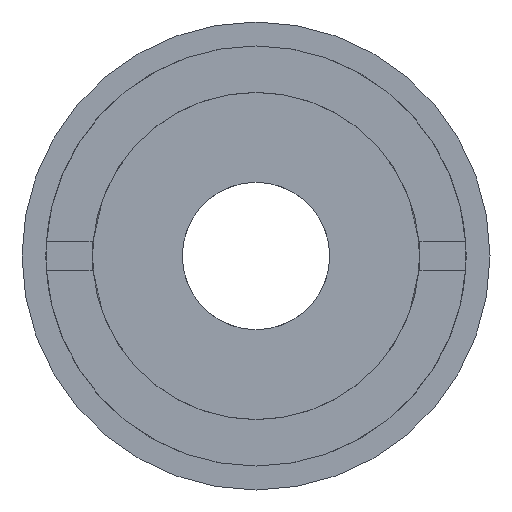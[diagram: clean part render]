
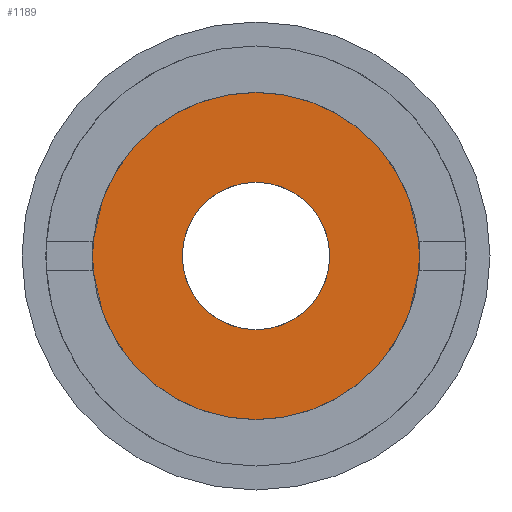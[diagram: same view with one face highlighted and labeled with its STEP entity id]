
A CAD part, front view. The second image highlights one B-rep face of the part: STEP entity #1189.
In plain terms, the highlighted planar face has unit normal (0, -1, 0).
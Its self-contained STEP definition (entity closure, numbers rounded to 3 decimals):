
#60 = ORIENTED_EDGE ( 'NONE', *, *, #933, .T. ) ;
#167 = DIRECTION ( 'NONE',  ( 0., 0., 1. ) ) ;
#180 = DIRECTION ( 'NONE',  ( 0., 0., -1. ) ) ;
#204 = CARTESIAN_POINT ( 'NONE',  ( 0., 5., 0. ) ) ;
#211 = AXIS2_PLACEMENT_3D ( 'NONE', #204, #494, #1227 ) ;
#230 = DIRECTION ( 'NONE',  ( 0., 1., 0. ) ) ;
#237 = FACE_BOUND ( 'NONE', #965, .T. ) ;
#280 = AXIS2_PLACEMENT_3D ( 'NONE', #1119, #230, #670 ) ;
#301 = CARTESIAN_POINT ( 'NONE',  ( 0., 5., -11.7 ) ) ;
#332 = DIRECTION ( 'NONE',  ( 0., 1., 0. ) ) ;
#372 = VERTEX_POINT ( 'NONE', #301 ) ;
#374 = VERTEX_POINT ( 'NONE', #1164 ) ;
#418 = CARTESIAN_POINT ( 'NONE',  ( 0., 5., 11.7 ) ) ;
#431 = FACE_OUTER_BOUND ( 'NONE', #612, .T. ) ;
#472 = AXIS2_PLACEMENT_3D ( 'NONE', #1314, #669, #180 ) ;
#481 = AXIS2_PLACEMENT_3D ( 'NONE', #791, #332, #1167 ) ;
#494 = DIRECTION ( 'NONE',  ( 0., 1., 0. ) ) ;
#534 = CIRCLE ( 'NONE', #280, 5. ) ;
#540 = ORIENTED_EDGE ( 'NONE', *, *, #1200, .F. ) ;
#562 = ORIENTED_EDGE ( 'NONE', *, *, #955, .F. ) ;
#565 = ORIENTED_EDGE ( 'NONE', *, *, #895, .T. ) ;
#612 = EDGE_LOOP ( 'NONE', ( #562, #540 ) ) ;
#641 = VERTEX_POINT ( 'NONE', #1223 ) ;
#669 = DIRECTION ( 'NONE',  ( 0., -1., 0. ) ) ;
#670 = DIRECTION ( 'NONE',  ( 0., 0., 1. ) ) ;
#672 = CIRCLE ( 'NONE', #481, 5. ) ;
#791 = CARTESIAN_POINT ( 'NONE',  ( 0., 5., 0. ) ) ;
#895 = EDGE_CURVE ( 'NONE', #641, #374, #534, .T. ) ;
#933 = EDGE_CURVE ( 'NONE', #374, #641, #672, .T. ) ;
#955 = EDGE_CURVE ( 'NONE', #1011, #372, #1283, .T. ) ;
#965 = EDGE_LOOP ( 'NONE', ( #60, #565 ) ) ;
#995 = CIRCLE ( 'NONE', #211, 11.7 ) ;
#1011 = VERTEX_POINT ( 'NONE', #418 ) ;
#1119 = CARTESIAN_POINT ( 'NONE',  ( 0., 5., 0. ) ) ;
#1129 = AXIS2_PLACEMENT_3D ( 'NONE', #1306, #1184, #167 ) ;
#1137 = PLANE ( 'NONE',  #472 ) ;
#1164 = CARTESIAN_POINT ( 'NONE',  ( 0., 5., 5. ) ) ;
#1167 = DIRECTION ( 'NONE',  ( 0., 0., 1. ) ) ;
#1184 = DIRECTION ( 'NONE',  ( 0., 1., 0. ) ) ;
#1189 = ADVANCED_FACE ( 'NONE', ( #237, #431 ), #1137, .T. ) ;
#1200 = EDGE_CURVE ( 'NONE', #372, #1011, #995, .T. ) ;
#1223 = CARTESIAN_POINT ( 'NONE',  ( 0., 5., -5. ) ) ;
#1227 = DIRECTION ( 'NONE',  ( 0., 0., 1. ) ) ;
#1283 = CIRCLE ( 'NONE', #1129, 11.7 ) ;
#1306 = CARTESIAN_POINT ( 'NONE',  ( 0., 5., 0. ) ) ;
#1314 = CARTESIAN_POINT ( 'NONE',  ( -5., 5., 0. ) ) ;
